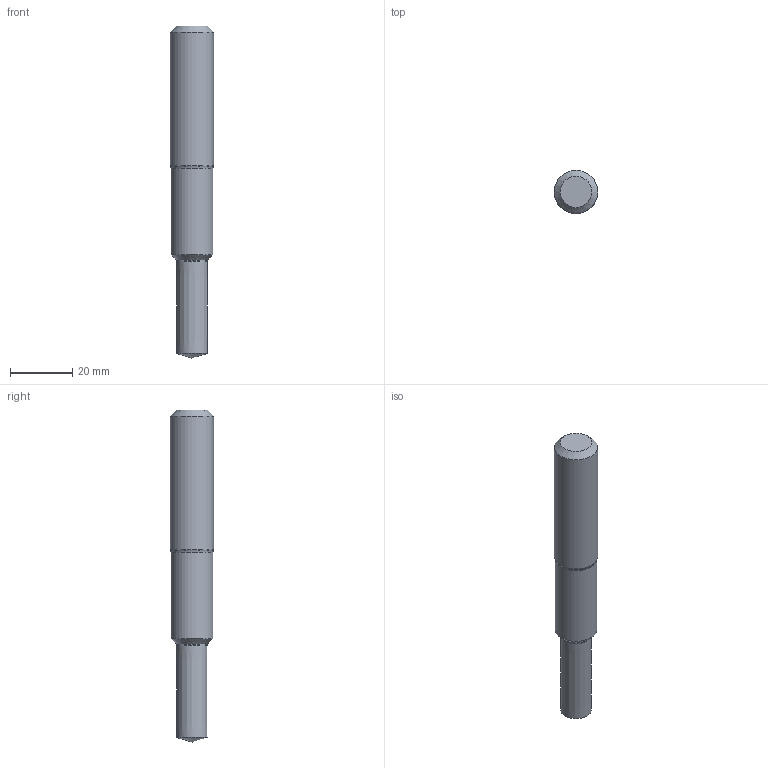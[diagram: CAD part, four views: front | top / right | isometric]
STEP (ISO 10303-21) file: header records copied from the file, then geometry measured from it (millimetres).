
FILE_DESCRIPTION(/* description */ (''),/* implementation_level */ '2;1');
FILE_NAME(/* name */ '3912_1_3D.STP',/* time_stamp */ '2024-07-24T07:29:18+02:00',/* author */ (''),/* organization */ ('SMS'),/* preprocessor_version */ 'ST-DEVELOPER v16.7',/* originating_system */ 'SIEMENS PLM Software NX 12.0',/* authorisation */ '');
FILE_SCHEMA (('AUTOMOTIVE_DESIGN { 1 0 10303 214 3 1 1 1 }'));
Length unit declared in the file: millimetre
Products named in the file (1): 3912_1_3D
Bounding box: 14 x 14 x 107 mm (x, y, z)
Volume: 13551.1 mm3; surface area: 4701.3 mm2
Topology: 2 solids, 2 shells, 13 faces, 27 edges, 19 vertices
Faces by surface type: cone 6, plane 3, cylinder 2, torus 2
Full cylindrical faces by diameter (mm): 13.5 x1, 14 x1
Entity records: 344 total; most frequent: CARTESIAN_POINT 61, DIRECTION 56, AXIS2_PLACEMENT_3D 28, EDGE_LOOP 22, ORIENTED_EDGE 22, FACE_BOUND 20, ADVANCED_FACE 13, VERTEX_POINT 12
